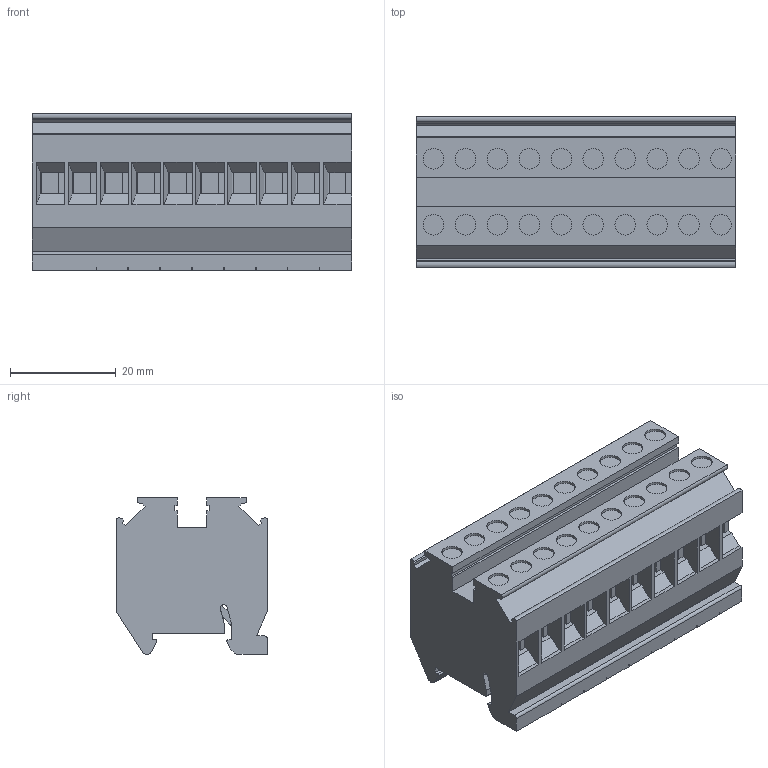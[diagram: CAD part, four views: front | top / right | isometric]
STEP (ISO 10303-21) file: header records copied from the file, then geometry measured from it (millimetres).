
FILE_DESCRIPTION(/* description */ ('Unknown'),/* implementation_level */ '2;1');
FILE_NAME(/* name */ 'DBM4-10W_GY_3D',/* time_stamp */ '2019-11-06T11:41:27+05:00',/* author */ ('Unknown'),/* organization */ ('Unknown'),/* preprocessor_version */ 'ST-DEVELOPER v16.7',/* originating_system */ 'DEX',/* authorisation */ $);
FILE_SCHEMA (('AUTOMOTIVE_DESIGN {1 0 10303 214 3 1 1}'));
Length unit declared in the file: millimetre
Products named in the file (1): DBM4-10W
Bounding box: 60.45 x 28.5 x 29.7 mm (x, y, z)
Volume: 37409.5 mm3; surface area: 14071.5 mm2
Topology: 1 solids, 1 shells, 491 faces, 1327 edges, 858 vertices
Faces by surface type: plane 432, cylinder 59
Full cylindrical faces by diameter (mm): 3.9 x20
Entity records: 15083 total; most frequent: CARTESIAN_POINT 2657, ORIENTED_EDGE 2614, DIRECTION 2427, EDGE_CURVE 1307, LINE 1171, VECTOR 1171, VERTEX_POINT 858, AXIS2_PLACEMENT_3D 628
